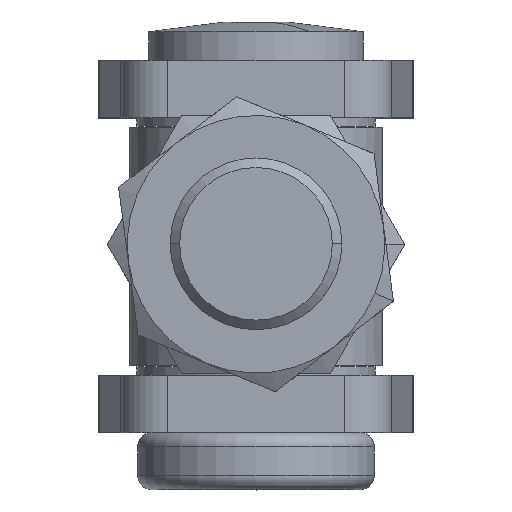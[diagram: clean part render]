
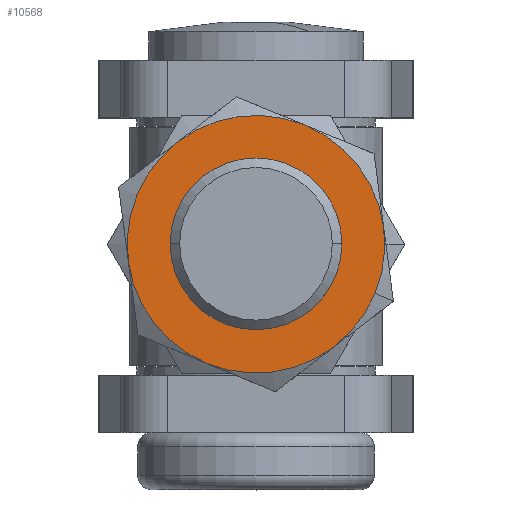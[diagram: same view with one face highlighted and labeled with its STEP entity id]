
A CAD part, top view. The second image highlights one B-rep face of the part: STEP entity #10568.
In plain terms, the highlighted face is planar.
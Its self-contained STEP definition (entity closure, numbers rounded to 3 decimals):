
#83 = CARTESIAN_POINT ( 'NONE',  ( 11.691, -4.5, -6.75 ) ) ;
#146 = CIRCLE ( 'NONE', #8669, 13.5 ) ;
#657 = ORIENTED_EDGE ( 'NONE', *, *, #14374, .T. ) ;
#817 = DIRECTION ( 'NONE',  ( 0., 1., 0. ) ) ;
#850 = DIRECTION ( 'NONE',  ( 0., 0., 1. ) ) ;
#899 = CARTESIAN_POINT ( 'NONE',  ( 13.5, -4.5, 0. ) ) ;
#910 = CARTESIAN_POINT ( 'NONE',  ( 0., -4.5, 0. ) ) ;
#982 = CARTESIAN_POINT ( 'NONE',  ( 11.691, -4.5, 6.75 ) ) ;
#1067 = CARTESIAN_POINT ( 'NONE',  ( 0., -4.5, 0. ) ) ;
#1088 = ORIENTED_EDGE ( 'NONE', *, *, #15752, .T. ) ;
#1238 = DIRECTION ( 'NONE',  ( 0., 0., 1. ) ) ;
#1467 = AXIS2_PLACEMENT_3D ( 'NONE', #8168, #15673, #9458 ) ;
#1846 = CARTESIAN_POINT ( 'NONE',  ( 0., -4.5, 0. ) ) ;
#1885 = EDGE_CURVE ( 'NONE', #8303, #14310, #12282, .T. ) ;
#1957 = ORIENTED_EDGE ( 'NONE', *, *, #11022, .T. ) ;
#2120 = AXIS2_PLACEMENT_3D ( 'NONE', #14496, #817, #5772 ) ;
#2136 = EDGE_LOOP ( 'NONE', ( #11335, #3450, #14439, #2979, #1957, #11014, #1088 ) ) ;
#2368 = CARTESIAN_POINT ( 'NONE',  ( 0., -4.5, 0. ) ) ;
#2706 = VERTEX_POINT ( 'NONE', #14662 ) ;
#2899 = DIRECTION ( 'NONE',  ( 0., 0., 1. ) ) ;
#2979 = ORIENTED_EDGE ( 'NONE', *, *, #11966, .T. ) ;
#3262 = EDGE_CURVE ( 'NONE', #9728, #12028, #12274, .T. ) ;
#3450 = ORIENTED_EDGE ( 'NONE', *, *, #3262, .T. ) ;
#3515 = DIRECTION ( 'NONE',  ( 0., -1., 0. ) ) ;
#3521 = DIRECTION ( 'NONE',  ( 0., 0., 1. ) ) ;
#3630 = AXIS2_PLACEMENT_3D ( 'NONE', #10950, #3515, #12204 ) ;
#3671 = CIRCLE ( 'NONE', #5291, 13.5 ) ;
#3882 = CIRCLE ( 'NONE', #3630, 13.5 ) ;
#3997 = VERTEX_POINT ( 'NONE', #83 ) ;
#4085 = CIRCLE ( 'NONE', #1467, 13.5 ) ;
#4378 = EDGE_CURVE ( 'NONE', #3997, #14370, #13450, .T. ) ;
#4633 = EDGE_LOOP ( 'NONE', ( #12606, #657 ) ) ;
#4706 = DIRECTION ( 'NONE',  ( 0., -1., 0. ) ) ;
#4711 = AXIS2_PLACEMENT_3D ( 'NONE', #910, #14660, #13360 ) ;
#5291 = AXIS2_PLACEMENT_3D ( 'NONE', #9976, #13901, #1238 ) ;
#5422 = CIRCLE ( 'NONE', #9079, 13.5 ) ;
#5772 = DIRECTION ( 'NONE',  ( 0., 0., 1. ) ) ;
#5913 = AXIS2_PLACEMENT_3D ( 'NONE', #1067, #9583, #850 ) ;
#5945 = DIRECTION ( 'NONE',  ( 0., 0., 1. ) ) ;
#6260 = CARTESIAN_POINT ( 'NONE',  ( -11.691, -4.5, 6.75 ) ) ;
#6959 = CARTESIAN_POINT ( 'NONE',  ( 0., -4.5, 8.25 ) ) ;
#7119 = VERTEX_POINT ( 'NONE', #13139 ) ;
#8036 = DIRECTION ( 'NONE',  ( 1., 0., 0. ) ) ;
#8063 = AXIS2_PLACEMENT_3D ( 'NONE', #2368, #11005, #3521 ) ;
#8168 = CARTESIAN_POINT ( 'NONE',  ( 0., -4.5, 0. ) ) ;
#8303 = VERTEX_POINT ( 'NONE', #10953 ) ;
#8669 = AXIS2_PLACEMENT_3D ( 'NONE', #14901, #4706, #5945 ) ;
#8725 = CIRCLE ( 'NONE', #5913, 8.25 ) ;
#9079 = AXIS2_PLACEMENT_3D ( 'NONE', #1846, #11865, #8036 ) ;
#9458 = DIRECTION ( 'NONE',  ( 0., 0., 1. ) ) ;
#9583 = DIRECTION ( 'NONE',  ( 0., 1., 0. ) ) ;
#9728 = VERTEX_POINT ( 'NONE', #12589 ) ;
#9976 = CARTESIAN_POINT ( 'NONE',  ( 0., -4.5, 0. ) ) ;
#10568 = ADVANCED_FACE ( 'NONE', ( #15216, #13239 ), #14040, .F. ) ;
#10950 = CARTESIAN_POINT ( 'NONE',  ( 0., -4.5, 0. ) ) ;
#10953 = CARTESIAN_POINT ( 'NONE',  ( 0., -4.5, -8.25 ) ) ;
#11005 = DIRECTION ( 'NONE',  ( 0., -1., 0. ) ) ;
#11014 = ORIENTED_EDGE ( 'NONE', *, *, #4378, .T. ) ;
#11022 = EDGE_CURVE ( 'NONE', #2706, #3997, #4085, .T. ) ;
#11335 = ORIENTED_EDGE ( 'NONE', *, *, #12749, .T. ) ;
#11548 = EDGE_CURVE ( 'NONE', #12028, #7119, #3882, .T. ) ;
#11865 = DIRECTION ( 'NONE',  ( 0., -1., 0. ) ) ;
#11966 = EDGE_CURVE ( 'NONE', #7119, #2706, #3671, .T. ) ;
#12028 = VERTEX_POINT ( 'NONE', #6260 ) ;
#12204 = DIRECTION ( 'NONE',  ( 0., 0., 1. ) ) ;
#12274 = CIRCLE ( 'NONE', #4711, 13.5 ) ;
#12282 = CIRCLE ( 'NONE', #2120, 8.25 ) ;
#12589 = CARTESIAN_POINT ( 'NONE',  ( 0., -4.5, 13.5 ) ) ;
#12606 = ORIENTED_EDGE ( 'NONE', *, *, #1885, .T. ) ;
#12749 = EDGE_CURVE ( 'NONE', #13971, #9728, #5422, .T. ) ;
#13139 = CARTESIAN_POINT ( 'NONE',  ( -11.691, -4.5, -6.75 ) ) ;
#13239 = FACE_OUTER_BOUND ( 'NONE', #2136, .T. ) ;
#13360 = DIRECTION ( 'NONE',  ( 0., 0., 1. ) ) ;
#13450 = CIRCLE ( 'NONE', #8063, 13.5 ) ;
#13757 = AXIS2_PLACEMENT_3D ( 'NONE', #14140, #14094, #2899 ) ;
#13901 = DIRECTION ( 'NONE',  ( 0., -1., 0. ) ) ;
#13971 = VERTEX_POINT ( 'NONE', #982 ) ;
#14040 = PLANE ( 'NONE',  #13757 ) ;
#14094 = DIRECTION ( 'NONE',  ( 0., 1., 0. ) ) ;
#14140 = CARTESIAN_POINT ( 'NONE',  ( 0., -4.5, 0. ) ) ;
#14310 = VERTEX_POINT ( 'NONE', #6959 ) ;
#14370 = VERTEX_POINT ( 'NONE', #899 ) ;
#14374 = EDGE_CURVE ( 'NONE', #14310, #8303, #8725, .T. ) ;
#14439 = ORIENTED_EDGE ( 'NONE', *, *, #11548, .T. ) ;
#14496 = CARTESIAN_POINT ( 'NONE',  ( 0., -4.5, 0. ) ) ;
#14660 = DIRECTION ( 'NONE',  ( 0., -1., 0. ) ) ;
#14662 = CARTESIAN_POINT ( 'NONE',  ( 0., -4.5, -13.5 ) ) ;
#14901 = CARTESIAN_POINT ( 'NONE',  ( 0., -4.5, 0. ) ) ;
#15216 = FACE_BOUND ( 'NONE', #4633, .T. ) ;
#15673 = DIRECTION ( 'NONE',  ( 0., -1., 0. ) ) ;
#15752 = EDGE_CURVE ( 'NONE', #14370, #13971, #146, .T. ) ;
